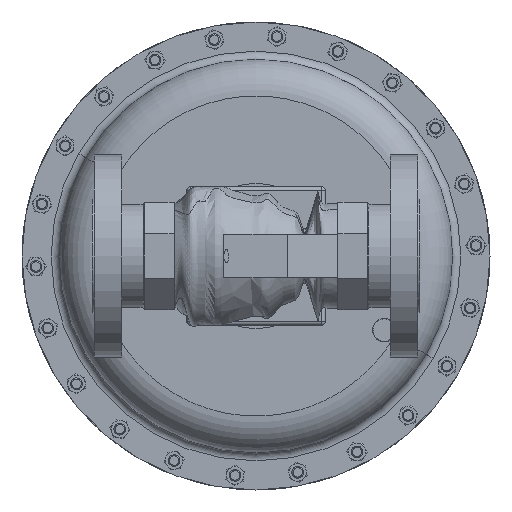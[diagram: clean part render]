
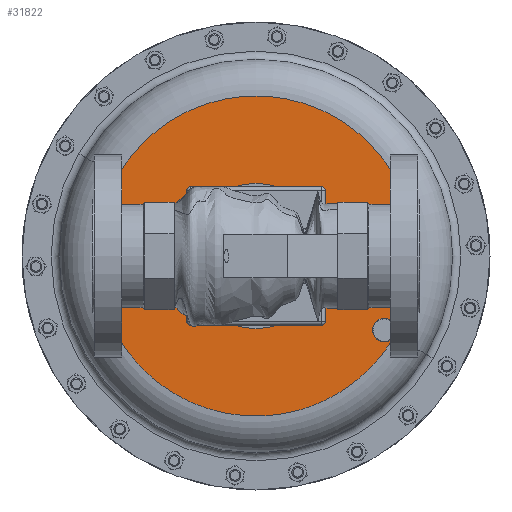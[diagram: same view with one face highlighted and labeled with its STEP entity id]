
A CAD part, front view. The second image highlights one B-rep face of the part: STEP entity #31822.
In plain terms, the highlighted planar face has unit normal (0, -1, 0).
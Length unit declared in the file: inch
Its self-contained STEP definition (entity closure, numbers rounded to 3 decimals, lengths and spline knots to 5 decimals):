
#474 = EDGE_CURVE ( 'NONE', #35555, #25716, #38377, .T. ) ;
#1017 = CIRCLE ( 'NONE', #20558, 5.125 ) ;
#2795 = EDGE_CURVE ( 'NONE', #3306, #35555, #8769, .T. ) ;
#3266 = AXIS2_PLACEMENT_3D ( 'NONE', #32957, #7867, #37147 ) ;
#3306 = VERTEX_POINT ( 'NONE', #17781 ) ;
#4235 = CARTESIAN_POINT ( 'NONE',  ( 0., 9.038, 2.325 ) ) ;
#5065 = EDGE_CURVE ( 'NONE', #35555, #3306, #1017, .T. ) ;
#6827 = AXIS2_PLACEMENT_3D ( 'NONE', #9307, #38558, #13504 ) ;
#7867 = DIRECTION ( 'NONE',  ( 0., 1., 0. ) ) ;
#7872 = FACE_OUTER_BOUND ( 'NONE', #37827, .T. ) ;
#8769 = CIRCLE ( 'NONE', #50319, 5.125 ) ;
#9307 = CARTESIAN_POINT ( 'NONE',  ( 0., 9.038, 0. ) ) ;
#12719 = VERTEX_POINT ( 'NONE', #4235 ) ;
#13393 = CARTESIAN_POINT ( 'NONE',  ( 0., 9.038, 0. ) ) ;
#13504 = DIRECTION ( 'NONE',  ( 0., 0., -1. ) ) ;
#13877 = CIRCLE ( 'NONE', #31153, 0.375 ) ;
#15568 = DIRECTION ( 'NONE',  ( -0.866, 0., 0.5 ) ) ;
#17188 = CARTESIAN_POINT ( 'NONE',  ( 0., 9.038, 0. ) ) ;
#17496 = EDGE_CURVE ( 'NONE', #54032, #12719, #30446, .T. ) ;
#17600 = DIRECTION ( 'NONE',  ( 0., 0., -1. ) ) ;
#17781 = CARTESIAN_POINT ( 'NONE',  ( -4.43838, 9.038, 2.5625 ) ) ;
#18363 = ORIENTED_EDGE ( 'NONE', *, *, #474, .T. ) ;
#18499 = ORIENTED_EDGE ( 'NONE', *, *, #17496, .F. ) ;
#20558 = AXIS2_PLACEMENT_3D ( 'NONE', #17188, #46479, #21393 ) ;
#20623 = DIRECTION ( 'NONE',  ( 0., 1., 0. ) ) ;
#21247 = EDGE_CURVE ( 'NONE', #25716, #35555, #13877, .T. ) ;
#21393 = DIRECTION ( 'NONE',  ( 0.866, 0., -0.5 ) ) ;
#22041 = DIRECTION ( 'NONE',  ( 0., 1., 0. ) ) ;
#22649 = CARTESIAN_POINT ( 'NONE',  ( 4.43838, 9.038, -2.5625 ) ) ;
#23628 = ORIENTED_EDGE ( 'NONE', *, *, #2795, .F. ) ;
#23742 = ORIENTED_EDGE ( 'NONE', *, *, #21247, .T. ) ;
#24986 = CIRCLE ( 'NONE', #6827, 2.325 ) ;
#25716 = VERTEX_POINT ( 'NONE', #46457 ) ;
#28052 = PLANE ( 'NONE',  #44000 ) ;
#30446 = CIRCLE ( 'NONE', #53043, 2.325 ) ;
#30673 = EDGE_CURVE ( 'NONE', #12719, #54032, #24986, .T. ) ;
#31153 = AXIS2_PLACEMENT_3D ( 'NONE', #45687, #20623, #49928 ) ;
#31822 = ADVANCED_FACE ( 'NONE', ( #53705, #7872 ), #28052, .T. ) ;
#32573 = ORIENTED_EDGE ( 'NONE', *, *, #30673, .F. ) ;
#32957 = CARTESIAN_POINT ( 'NONE',  ( 4.11362, 9.038, -2.375 ) ) ;
#35555 = VERTEX_POINT ( 'NONE', #22649 ) ;
#37147 = DIRECTION ( 'NONE',  ( 0.866, 0., -0.5 ) ) ;
#37827 = EDGE_LOOP ( 'NONE', ( #46599, #18363, #23742, #23628 ) ) ;
#38377 = CIRCLE ( 'NONE', #3266, 0.375 ) ;
#38558 = DIRECTION ( 'NONE',  ( 0., -1., 0. ) ) ;
#40643 = DIRECTION ( 'NONE',  ( 0., -1., 0. ) ) ;
#41631 = CARTESIAN_POINT ( 'NONE',  ( 0., 9.038, -2.325 ) ) ;
#42665 = DIRECTION ( 'NONE',  ( 0., -1., 0. ) ) ;
#43530 = EDGE_LOOP ( 'NONE', ( #18499, #32573 ) ) ;
#44000 = AXIS2_PLACEMENT_3D ( 'NONE', #44665, #40643, #15568 ) ;
#44665 = CARTESIAN_POINT ( 'NONE',  ( -2.5625, 9.038, -4.43838 ) ) ;
#45687 = CARTESIAN_POINT ( 'NONE',  ( 4.11362, 9.038, -2.375 ) ) ;
#46457 = CARTESIAN_POINT ( 'NONE',  ( 3.78886, 9.038, -2.1875 ) ) ;
#46479 = DIRECTION ( 'NONE',  ( 0., 1., 0. ) ) ;
#46599 = ORIENTED_EDGE ( 'NONE', *, *, #5065, .F. ) ;
#47116 = CARTESIAN_POINT ( 'NONE',  ( 0., 9.038, 0. ) ) ;
#49928 = DIRECTION ( 'NONE',  ( 0.866, 0., -0.5 ) ) ;
#50319 = AXIS2_PLACEMENT_3D ( 'NONE', #47116, #22041, #51362 ) ;
#51362 = DIRECTION ( 'NONE',  ( 0.866, 0., -0.5 ) ) ;
#53043 = AXIS2_PLACEMENT_3D ( 'NONE', #13393, #42665, #17600 ) ;
#53705 = FACE_BOUND ( 'NONE', #43530, .T. ) ;
#54032 = VERTEX_POINT ( 'NONE', #41631 ) ;
